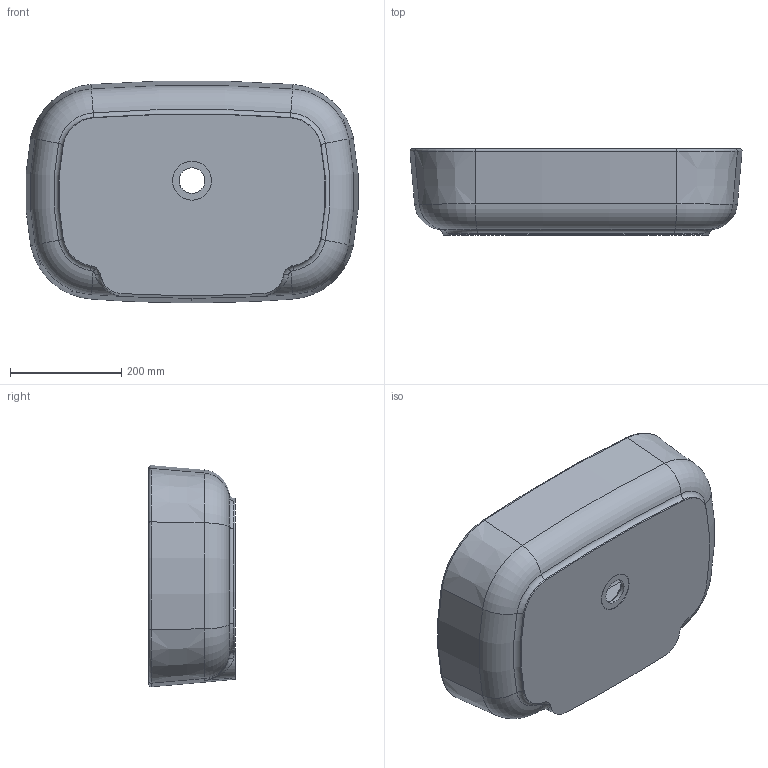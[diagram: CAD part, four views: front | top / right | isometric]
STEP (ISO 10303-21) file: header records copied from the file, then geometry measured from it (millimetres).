
FILE_DESCRIPTION (( 'STEP AP214' ), '1' );
FILE_NAME ('SI060RCB.STEP', '2020-10-30T15:39:42', ( '' ), ( '' ), 'SwSTEP 2.0', 'SolidWorks 2019', '' );
FILE_SCHEMA (( 'AUTOMOTIVE_DESIGN' ));
Length unit declared in the file: millimetre
Products named in the file (1): SI060RCB
Bounding box: 597.13 x 155 x 398.51 mm (x, y, z)
Volume: 12971906 mm3; surface area: 785009.4 mm2
Topology: 1 solids, 1 shells, 115 faces, 271 edges, 160 vertices
Faces by surface type: bspline 39, torus 36, cone 25, cylinder 9, plane 6
Entity records: 30279 total; most frequent: CARTESIAN_POINT 27885, ORIENTED_EDGE 538, DIRECTION 458, EDGE_CURVE 269, AXIS2_PLACEMENT_3D 212, VERTEX_POINT 160, CIRCLE 135, EDGE_LOOP 117
